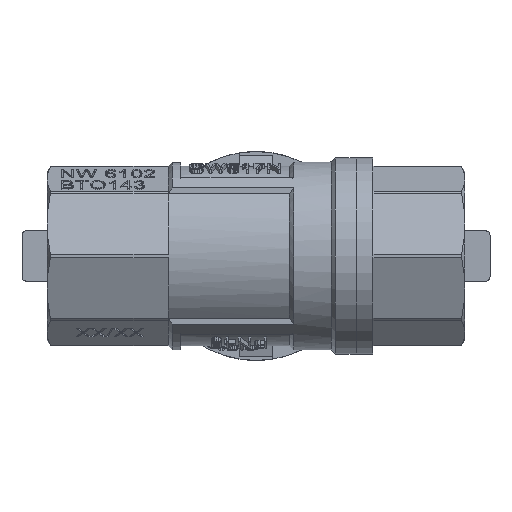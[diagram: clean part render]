
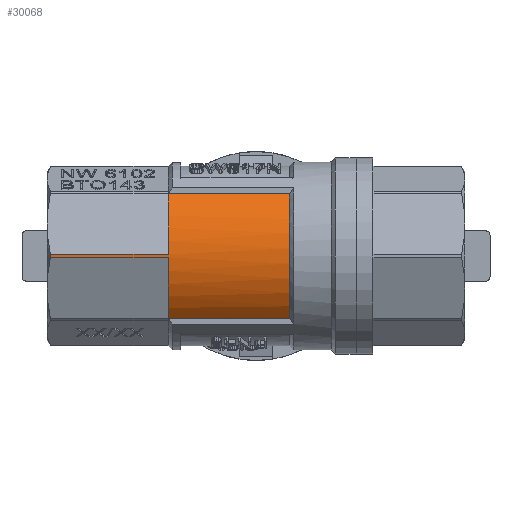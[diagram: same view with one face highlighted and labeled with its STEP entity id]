
A CAD part, front view. The second image highlights one B-rep face of the part: STEP entity #30068.
In plain terms, the highlighted cylindrical face has radius 10.75 mm (diameter 21.5 mm), a partial arc.
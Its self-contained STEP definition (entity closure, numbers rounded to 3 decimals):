
#1689=LINE('',#46992,#4347);
#1692=LINE('',#47014,#4350);
#1693=LINE('',#47020,#4351);
#1694=LINE('',#47024,#4352);
#4347=VECTOR('',#36145,1000.);
#4350=VECTOR('',#36156,1000.);
#4351=VECTOR('',#36161,1000.);
#4352=VECTOR('',#36164,1000.);
#8959=ORIENTED_EDGE('',*,*,#18298,.T.);
#8960=ORIENTED_EDGE('',*,*,#18299,.F.);
#8961=ORIENTED_EDGE('',*,*,#18293,.F.);
#8962=ORIENTED_EDGE('',*,*,#18300,.T.);
#8963=ORIENTED_EDGE('',*,*,#18301,.F.);
#8964=ORIENTED_EDGE('',*,*,#18302,.T.);
#8965=ORIENTED_EDGE('',*,*,#18303,.T.);
#8966=ORIENTED_EDGE('',*,*,#18304,.T.);
#18293=EDGE_CURVE('',#22967,#22968,#1689,.T.);
#18298=EDGE_CURVE('',#22970,#22971,#1692,.T.);
#18299=EDGE_CURVE('',#22968,#22971,#25861,.T.);
#18300=EDGE_CURVE('',#22967,#22972,#25862,.T.);
#18301=EDGE_CURVE('',#22973,#22972,#1693,.T.);
#18302=EDGE_CURVE('',#22973,#22974,#25863,.T.);
#18303=EDGE_CURVE('',#22974,#22975,#1694,.T.);
#18304=EDGE_CURVE('',#22975,#22970,#25864,.T.);
#22967=VERTEX_POINT('',#46991);
#22968=VERTEX_POINT('',#46993);
#22970=VERTEX_POINT('',#47015);
#22971=VERTEX_POINT('',#47016);
#22972=VERTEX_POINT('',#47019);
#22973=VERTEX_POINT('',#47021);
#22974=VERTEX_POINT('',#47023);
#22975=VERTEX_POINT('',#47025);
#25861=CIRCLE('',#32240,10.75);
#25862=CIRCLE('',#32241,10.75);
#25863=CIRCLE('',#32242,10.75);
#25864=CIRCLE('',#32243,10.75);
#26232=EDGE_LOOP('',(#8959,#8960,#8961,#8962,#8963,#8964,#8965,#8966));
#28095=FACE_BOUND('',#26232,.T.);
#29913=CYLINDRICAL_SURFACE('',#32239,10.75);
#30068=ADVANCED_FACE('',(#28095),#29913,.T.);
#32239=AXIS2_PLACEMENT_3D('',#47013,#36154,#36155);
#32240=AXIS2_PLACEMENT_3D('',#47017,#36157,#36158);
#32241=AXIS2_PLACEMENT_3D('',#47018,#36159,#36160);
#32242=AXIS2_PLACEMENT_3D('',#47022,#36162,#36163);
#32243=AXIS2_PLACEMENT_3D('',#47026,#36165,#36166);
#36145=DIRECTION('',(1.,0.,0.));
#36154=DIRECTION('',(1.,0.,0.));
#36155=DIRECTION('',(0.,-1.,0.));
#36156=DIRECTION('',(1.,0.,0.));
#36157=DIRECTION('',(1.,0.,0.));
#36158=DIRECTION('',(0.,-1.,0.));
#36159=DIRECTION('',(1.,0.,0.));
#36160=DIRECTION('',(0.,-1.,0.));
#36161=DIRECTION('',(1.,0.,0.));
#36162=DIRECTION('',(1.,0.,0.));
#36163=DIRECTION('',(0.,-0.924,0.383));
#36164=DIRECTION('',(1.,0.,0.));
#36165=DIRECTION('',(1.,0.,0.));
#36166=DIRECTION('',(0.,-1.,0.));
#46991=CARTESIAN_POINT('',(-10.5,-7.75,7.45));
#46992=CARTESIAN_POINT('',(-3.25,-7.75,7.45));
#46993=CARTESIAN_POINT('',(4.,-7.75,7.45));
#47013=CARTESIAN_POINT('',(-3.25,0.,0.));
#47014=CARTESIAN_POINT('',(-3.25,-7.75,-7.45));
#47015=CARTESIAN_POINT('',(-10.5,-7.75,-7.45));
#47016=CARTESIAN_POINT('',(4.,-7.75,-7.45));
#47017=CARTESIAN_POINT('',(4.,0.,0.));
#47018=CARTESIAN_POINT('',(-10.5,0.,0.));
#47019=CARTESIAN_POINT('',(-10.5,-10.748,0.182));
#47020=CARTESIAN_POINT('',(-17.75,-10.748,0.182));
#47021=CARTESIAN_POINT('',(-24.6,-10.748,0.182));
#47022=CARTESIAN_POINT('',(-24.6,0.,0.));
#47023=CARTESIAN_POINT('',(-24.6,-10.748,-0.182));
#47024=CARTESIAN_POINT('',(-17.75,-10.748,-0.182));
#47025=CARTESIAN_POINT('',(-10.5,-10.748,-0.182));
#47026=CARTESIAN_POINT('',(-10.5,0.,0.));
